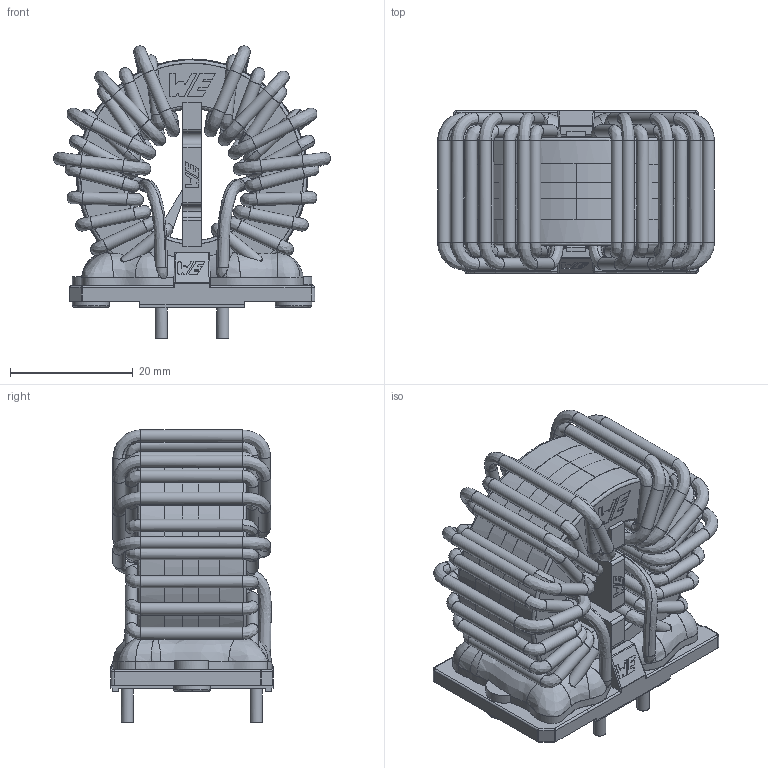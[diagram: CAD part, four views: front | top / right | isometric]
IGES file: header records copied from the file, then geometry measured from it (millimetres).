
Start section: C
Global section: file name: 7448062105_Rev1.1.igs; native system: By Siemens PLM Incorporated; preprocessor: XPlus GENERIC/IGES 23.0.61; author: Author; organization: Title; date: 20240116.101543; units: millimetre
Bounding box: 45.11 x 26.5 x 47.58 mm (x, y, z)
Surface area: 34603.9 mm2 (no closed solid volume)
Topology: 0 solids, 0 shells, 1127 faces, 6818 edges, 6789 vertices
Faces by surface type: bspline 1127
